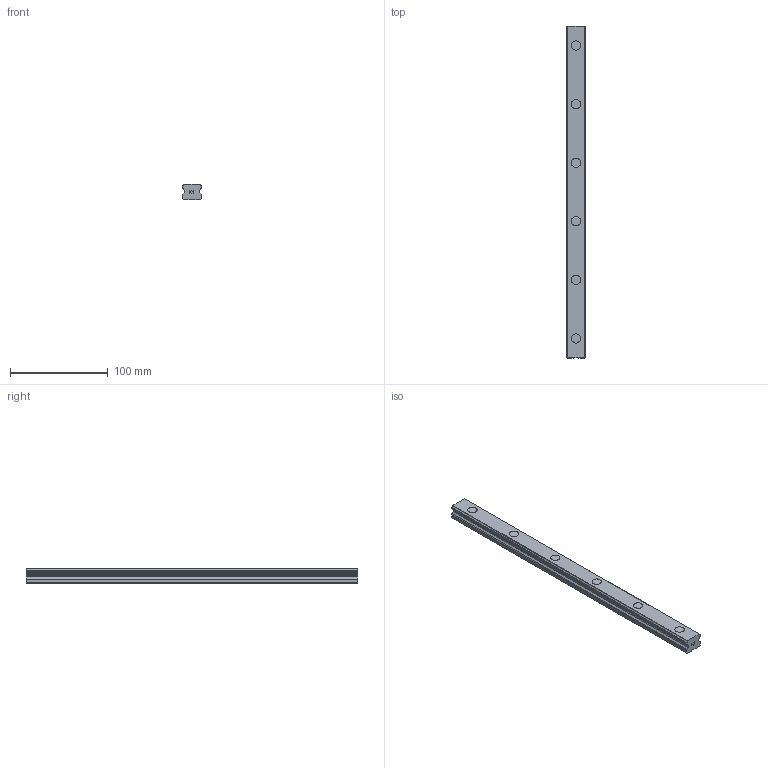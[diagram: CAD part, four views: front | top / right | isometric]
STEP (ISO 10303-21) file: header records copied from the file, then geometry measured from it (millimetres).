
FILE_DESCRIPTION(('STEP AP214'),'1');
FILE_NAME('cctmp_C93ADC1C-C950-40C8-BB2A-2299ED1CE978_2021_02_04_09_17_39_0396..stp','2021-02-04T08:17:39',('HIWIN GmbH'),('CADClick - www.CADClick.com'),'Spatial InterOp 3D',' ','unknown authorization');
FILE_SCHEMA(('AUTOMOTIVE_DESIGN'));
Length unit declared in the file: millimetre
Products named in the file (1): EGR20R340C_FILE
Bounding box: 20 x 340 x 15.5 mm (x, y, z)
Volume: 90998.9 mm3; surface area: 27828.6 mm2
Topology: 1 solids, 1 shells, 175 faces, 447 edges, 290 vertices
Faces by surface type: plane 121, cylinder 54
Entity records: 6705 total; most frequent: DIRECTION 931, CARTESIAN_POINT 913, ORIENTED_EDGE 894, EDGE_CURVE 447, LINE 315, VECTOR 315, AXIS2_PLACEMENT_3D 308, VERTEX_POINT 290
